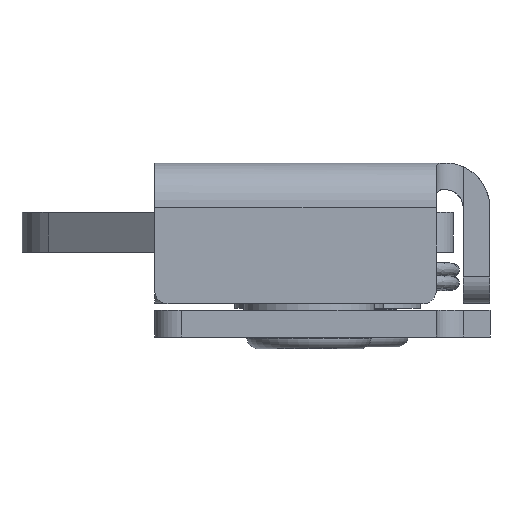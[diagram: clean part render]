
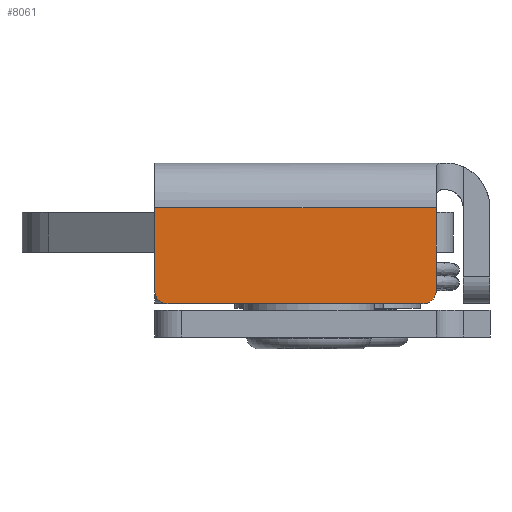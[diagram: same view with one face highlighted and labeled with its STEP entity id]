
A CAD part, left-side view. The second image highlights one B-rep face of the part: STEP entity #8061.
In plain terms, the highlighted planar face has unit normal (-1, 0, 0).
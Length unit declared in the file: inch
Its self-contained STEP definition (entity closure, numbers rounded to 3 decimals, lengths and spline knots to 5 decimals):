
#5377=CARTESIAN_POINT('',(-1.6617,0.5177,0.06675));
#5378=VERTEX_POINT('',#5377);
#5385=CARTESIAN_POINT('',(-1.6617,0.5177,0.34425));
#5386=VERTEX_POINT('',#5385);
#5387=CARTESIAN_POINT('',(-1.6617,0.5177,0.06675));
#5388=DIRECTION('',(0.0,0.0,1.0));
#5389=VECTOR('',#5388,0.2775);
#5390=LINE('',#5387,#5389);
#5391=EDGE_CURVE('',#5378,#5386,#5390,.T.);
#6893=CARTESIAN_POINT('',(-1.6617,-0.4267,0.06675));
#6894=VERTEX_POINT('',#6893);
#6895=CARTESIAN_POINT('',(-1.6617,-0.3817,0.02175));
#6896=VERTEX_POINT('',#6895);
#6897=CARTESIAN_POINT('',(-1.6617,-0.3817,0.06675));
#6898=DIRECTION('',(1.0,0.,0.));
#6899=DIRECTION('',(0.,-0.707,-0.707));
#6900=AXIS2_PLACEMENT_3D('',#6897,#6898,#6899);
#6901=CIRCLE('',#6900,0.045);
#6902=EDGE_CURVE('',#6894,#6896,#6901,.T.);
#6961=CARTESIAN_POINT('',(-1.6617,-0.4267,0.34425));
#6962=VERTEX_POINT('',#6961);
#6970=CARTESIAN_POINT('',(-1.6617,-0.4267,0.34425));
#6971=DIRECTION('',(0.0,0.0,-1.0));
#6972=VECTOR('',#6971,0.2775);
#6973=LINE('',#6970,#6972);
#6974=EDGE_CURVE('',#6962,#6894,#6973,.T.);
#7034=CARTESIAN_POINT('',(-1.6617,0.4727,0.02175));
#7035=VERTEX_POINT('',#7034);
#7036=CARTESIAN_POINT('',(-1.6617,0.4727,0.06675));
#7037=DIRECTION('',(1.0,0.,0.));
#7038=DIRECTION('',(0.,0.707,-0.707));
#7039=AXIS2_PLACEMENT_3D('',#7036,#7037,#7038);
#7040=CIRCLE('',#7039,0.045);
#7041=EDGE_CURVE('',#7035,#5378,#7040,.T.);
#7928=CARTESIAN_POINT('',(-1.6617,0.5177,0.34425));
#7929=DIRECTION('',(0.0,-1.0,0.0));
#7930=VECTOR('',#7929,0.9444);
#7931=LINE('',#7928,#7930);
#7932=EDGE_CURVE('',#5386,#6962,#7931,.T.);
#8037=CARTESIAN_POINT('',(-1.6617,-0.3817,0.02175));
#8038=DIRECTION('',(0.0,1.0,0.0));
#8039=VECTOR('',#8038,0.8544);
#8040=LINE('',#8037,#8039);
#8041=EDGE_CURVE('',#6896,#7035,#8040,.T.);
#8048=CARTESIAN_POINT('',(-1.6617,0.0455,0.25785));
#8049=DIRECTION('',(1.0,0.0,0.0));
#8050=DIRECTION('',(0.0,0.0,-1.0));
#8051=AXIS2_PLACEMENT_3D('',#8048,#8049,#8050);
#8052=PLANE('',#8051);
#8053=ORIENTED_EDGE('',*,*,#6902,.F.);
#8054=ORIENTED_EDGE('',*,*,#6974,.F.);
#8055=ORIENTED_EDGE('',*,*,#7932,.F.);
#8056=ORIENTED_EDGE('',*,*,#5391,.F.);
#8057=ORIENTED_EDGE('',*,*,#7041,.F.);
#8058=ORIENTED_EDGE('',*,*,#8041,.F.);
#8059=EDGE_LOOP('',(#8053,#8054,#8055,#8056,#8057,#8058));
#8060=FACE_OUTER_BOUND('',#8059,.T.);
#8061=ADVANCED_FACE('',(#8060),#8052,.F.);
